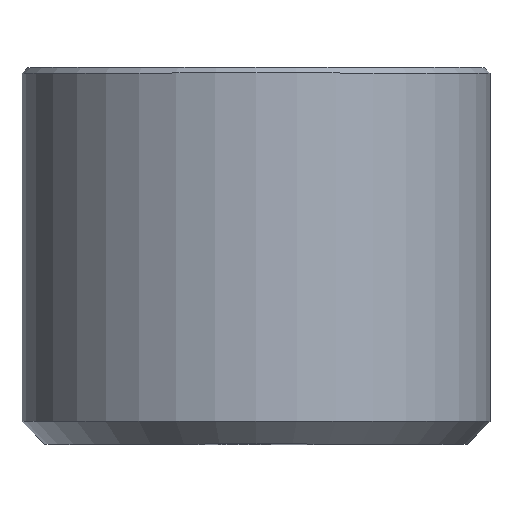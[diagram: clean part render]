
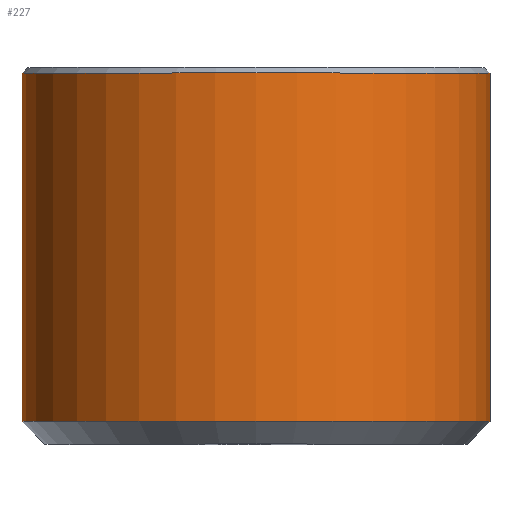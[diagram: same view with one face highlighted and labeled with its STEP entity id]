
A CAD part, top view. The second image highlights one B-rep face of the part: STEP entity #227.
In plain terms, the highlighted cylindrical face has radius 20.5 mm (diameter 41 mm), a full revolution.
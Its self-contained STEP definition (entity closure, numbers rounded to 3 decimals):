
#28=CYLINDRICAL_SURFACE('',#259,20.5);
#40=FACE_OUTER_BOUND('',#58,.T.);
#58=EDGE_LOOP('',(#194,#195,#196,#197));
#74=LINE('',#397,#85);
#85=VECTOR('',#329,20.5);
#102=CIRCLE('',#258,20.5);
#103=CIRCLE('',#260,20.5);
#120=VERTEX_POINT('',#392);
#121=VERTEX_POINT('',#396);
#146=EDGE_CURVE('',#120,#120,#102,.T.);
#147=EDGE_CURVE('',#120,#121,#74,.T.);
#148=EDGE_CURVE('',#121,#121,#103,.T.);
#194=ORIENTED_EDGE('',*,*,#146,.F.);
#195=ORIENTED_EDGE('',*,*,#147,.T.);
#196=ORIENTED_EDGE('',*,*,#148,.F.);
#197=ORIENTED_EDGE('',*,*,#147,.F.);
#227=ADVANCED_FACE('',(#40),#28,.T.);
#258=AXIS2_PLACEMENT_3D('',#394,#325,#326);
#259=AXIS2_PLACEMENT_3D('',#395,#327,#328);
#260=AXIS2_PLACEMENT_3D('',#398,#330,#331);
#325=DIRECTION('center_axis',(0.,1.,0.));
#326=DIRECTION('ref_axis',(1.,0.,0.));
#327=DIRECTION('center_axis',(0.,1.,0.));
#328=DIRECTION('ref_axis',(1.,0.,0.));
#329=DIRECTION('',(0.,-1.,0.));
#330=DIRECTION('center_axis',(0.,-1.,0.));
#331=DIRECTION('ref_axis',(1.,0.,0.));
#392=CARTESIAN_POINT('',(-139.5,-40.,22.5));
#394=CARTESIAN_POINT('Origin',(-119.,-40.,22.5));
#395=CARTESIAN_POINT('Origin',(-119.,-72.5,22.5));
#396=CARTESIAN_POINT('',(-139.5,-70.5,22.5));
#397=CARTESIAN_POINT('',(-139.5,-72.5,22.5));
#398=CARTESIAN_POINT('Origin',(-119.,-70.5,22.5));
